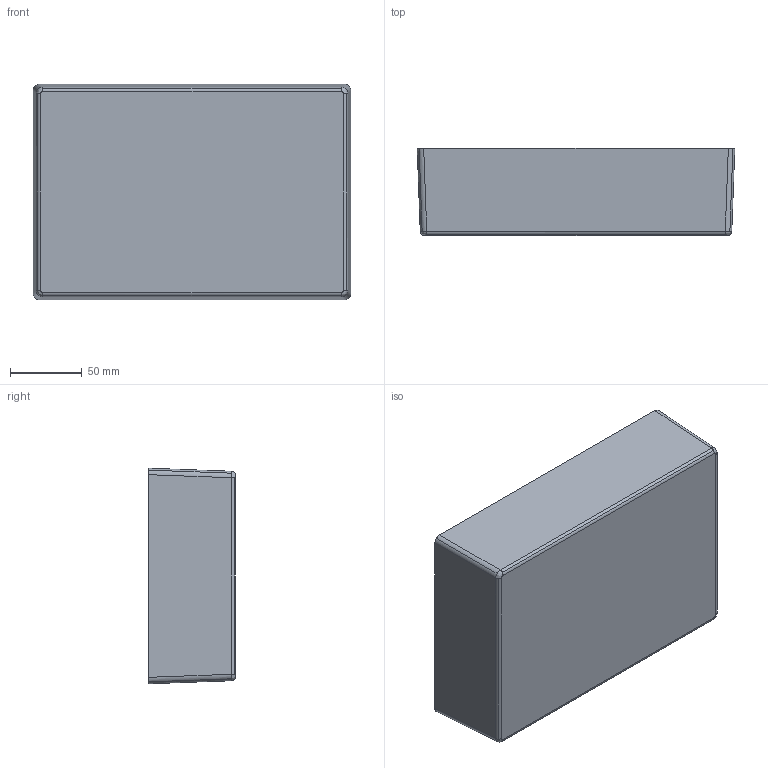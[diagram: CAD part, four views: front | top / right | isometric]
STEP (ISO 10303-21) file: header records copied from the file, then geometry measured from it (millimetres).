
FILE_DESCRIPTION (( 'STEP AP214' ), '1' );
FILE_NAME ('1591XXFBKBody.STEP', '2025-09-21T06:00:06', ( '' ), ( '' ), 'SwSTEP 2.0', 'SolidWorks 2018', '' );
FILE_SCHEMA (( 'AUTOMOTIVE_DESIGN' ));
Length unit declared in the file: millimetre
Products named in the file (3): 1591XXF BOX.stp; 1591XXFBKBody; 1591XXFBK.stp
Assembly tree (2 placements, depth 3):
  1591XXFBKBody
    1591XXFBK.stp
      1591XXF BOX.stp
Bounding box: 221 x 60.5 x 150 mm (x, y, z)
Volume: 247646.7 mm3; surface area: 163654 mm2
Topology: 1 solids, 1 shells, 333 faces, 904 edges, 596 vertices
Faces by surface type: plane 179, cylinder 126, cone 12, torus 12, bspline 4
Entity records: 13585 total; most frequent: CARTESIAN_POINT 6604, ORIENTED_EDGE 1808, EDGE_CURVE 904, B_SPLINE_CURVE_WITH_KNOTS 796, DIRECTION 784, VERTEX_POINT 596, EDGE_LOOP 356, AXIS2_PLACEMENT_3D 341
